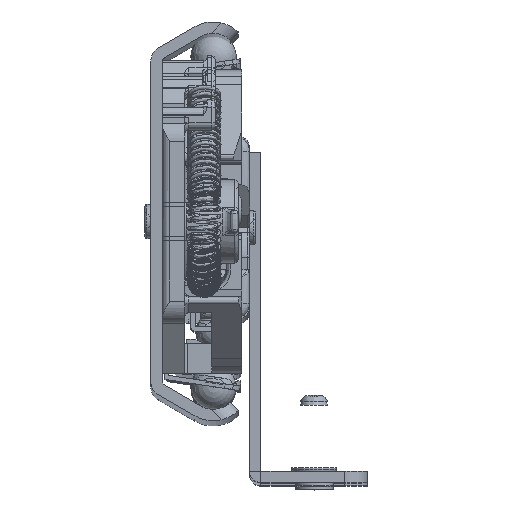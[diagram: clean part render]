
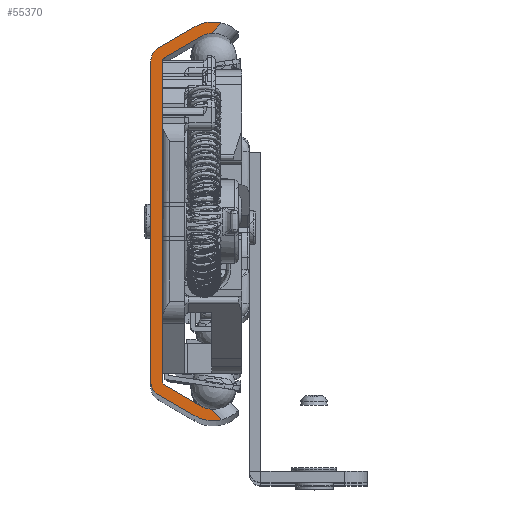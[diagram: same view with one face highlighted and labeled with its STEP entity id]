
A CAD part, top view. The second image highlights one B-rep face of the part: STEP entity #55370.
In plain terms, the highlighted planar face has unit normal (0, 0, 1).
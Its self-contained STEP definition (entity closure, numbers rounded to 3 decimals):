
#2766=PLANE('',#59072);
#5275=FACE_OUTER_BOUND('',#8288,.T.);
#8288=EDGE_LOOP('',(#38156,#38157,#38158,#38159,#38160,#38161,#38162,#38163,
#38164,#38165,#38166,#38167,#38168,#38169,#38170,#38171));
#11588=LINE('',#81381,#15620);
#11589=LINE('',#81394,#15621);
#11590=LINE('',#81399,#15622);
#11591=LINE('',#81403,#15623);
#11592=LINE('',#81406,#15624);
#11593=LINE('',#81410,#15625);
#11594=LINE('',#81414,#15626);
#11595=LINE('',#81417,#15627);
#15620=VECTOR('',#66523,10.);
#15621=VECTOR('',#66526,10.);
#15622=VECTOR('',#66531,10.);
#15623=VECTOR('',#66534,10.);
#15624=VECTOR('',#66537,10.);
#15625=VECTOR('',#66540,10.);
#15626=VECTOR('',#66543,10.);
#15627=VECTOR('',#66546,10.);
#19438=CIRCLE('',#59063,3.3);
#19440=CIRCLE('',#59068,4.8);
#19442=CIRCLE('',#59073,3.3);
#19443=CIRCLE('',#59074,0.5);
#19444=CIRCLE('',#59075,0.5);
#19445=CIRCLE('',#59076,4.8);
#19446=CIRCLE('',#59077,2.);
#19447=CIRCLE('',#59078,2.);
#22256=VERTEX_POINT('',#81291);
#22257=VERTEX_POINT('',#81306);
#22265=VERTEX_POINT('',#81349);
#22266=VERTEX_POINT('',#81360);
#22268=VERTEX_POINT('',#81366);
#22269=VERTEX_POINT('',#81383);
#22270=VERTEX_POINT('',#81396);
#22271=VERTEX_POINT('',#81398);
#22272=VERTEX_POINT('',#81400);
#22273=VERTEX_POINT('',#81402);
#22274=VERTEX_POINT('',#81404);
#22275=VERTEX_POINT('',#81407);
#22276=VERTEX_POINT('',#81409);
#22277=VERTEX_POINT('',#81411);
#22278=VERTEX_POINT('',#81413);
#22279=VERTEX_POINT('',#81415);
#28250=EDGE_CURVE('',#22257,#22256,#19438,.T.);
#28261=EDGE_CURVE('',#22266,#22265,#19440,.T.);
#28265=EDGE_CURVE('',#22265,#22268,#11588,.T.);
#28267=EDGE_CURVE('',#22256,#22269,#11589,.T.);
#28268=EDGE_CURVE('',#22268,#22270,#19442,.T.);
#28269=EDGE_CURVE('',#22270,#22271,#11590,.T.);
#28270=EDGE_CURVE('',#22271,#22272,#19443,.T.);
#28271=EDGE_CURVE('',#22272,#22273,#11591,.T.);
#28272=EDGE_CURVE('',#22273,#22274,#19444,.T.);
#28273=EDGE_CURVE('',#22274,#22257,#11592,.T.);
#28274=EDGE_CURVE('',#22269,#22275,#19445,.T.);
#28275=EDGE_CURVE('',#22275,#22276,#11593,.T.);
#28276=EDGE_CURVE('',#22276,#22277,#19446,.T.);
#28277=EDGE_CURVE('',#22277,#22278,#11594,.T.);
#28278=EDGE_CURVE('',#22278,#22279,#19447,.T.);
#28279=EDGE_CURVE('',#22279,#22266,#11595,.T.);
#38156=ORIENTED_EDGE('',*,*,#28265,.T.);
#38157=ORIENTED_EDGE('',*,*,#28268,.T.);
#38158=ORIENTED_EDGE('',*,*,#28269,.T.);
#38159=ORIENTED_EDGE('',*,*,#28270,.T.);
#38160=ORIENTED_EDGE('',*,*,#28271,.T.);
#38161=ORIENTED_EDGE('',*,*,#28272,.T.);
#38162=ORIENTED_EDGE('',*,*,#28273,.T.);
#38163=ORIENTED_EDGE('',*,*,#28250,.T.);
#38164=ORIENTED_EDGE('',*,*,#28267,.T.);
#38165=ORIENTED_EDGE('',*,*,#28274,.T.);
#38166=ORIENTED_EDGE('',*,*,#28275,.T.);
#38167=ORIENTED_EDGE('',*,*,#28276,.T.);
#38168=ORIENTED_EDGE('',*,*,#28277,.T.);
#38169=ORIENTED_EDGE('',*,*,#28278,.T.);
#38170=ORIENTED_EDGE('',*,*,#28279,.T.);
#38171=ORIENTED_EDGE('',*,*,#28261,.T.);
#55370=ADVANCED_FACE('',(#5275),#2766,.F.);
#59063=AXIS2_PLACEMENT_3D('',#81307,#66500,#66501);
#59068=AXIS2_PLACEMENT_3D('',#81361,#66516,#66517);
#59072=AXIS2_PLACEMENT_3D('',#81395,#66527,#66528);
#59073=AXIS2_PLACEMENT_3D('',#81397,#66529,#66530);
#59074=AXIS2_PLACEMENT_3D('',#81401,#66532,#66533);
#59075=AXIS2_PLACEMENT_3D('',#81405,#66535,#66536);
#59076=AXIS2_PLACEMENT_3D('',#81408,#66538,#66539);
#59077=AXIS2_PLACEMENT_3D('',#81412,#66541,#66542);
#59078=AXIS2_PLACEMENT_3D('',#81416,#66544,#66545);
#66500=DIRECTION('center_axis',(0.,0.,-1.));
#66501=DIRECTION('ref_axis',(0.5,-0.866,0.));
#66516=DIRECTION('center_axis',(0.,0.,1.));
#66517=DIRECTION('ref_axis',(0.688,-0.726,0.));
#66523=DIRECTION('',(-0.655,0.756,0.));
#66526=DIRECTION('',(0.655,0.756,0.));
#66527=DIRECTION('center_axis',(0.,0.,-1.));
#66528=DIRECTION('ref_axis',(1.,0.,0.));
#66529=DIRECTION('center_axis',(0.,0.,-1.));
#66530=DIRECTION('ref_axis',(-0.702,0.712,0.));
#66531=DIRECTION('',(-0.866,0.5,0.));
#66532=DIRECTION('center_axis',(0.,0.,-1.));
#66533=DIRECTION('ref_axis',(0.5,0.866,0.));
#66534=DIRECTION('',(0.,1.,0.));
#66535=DIRECTION('center_axis',(0.,0.,-1.));
#66536=DIRECTION('ref_axis',(1.,0.,0.));
#66537=DIRECTION('',(0.866,0.5,0.));
#66538=DIRECTION('center_axis',(0.,0.,1.));
#66539=DIRECTION('ref_axis',(-0.5,0.866,0.));
#66540=DIRECTION('',(-0.866,-0.5,0.));
#66541=DIRECTION('center_axis',(0.,0.,1.));
#66542=DIRECTION('ref_axis',(-1.,0.,0.));
#66543=DIRECTION('',(0.,-1.,0.));
#66544=DIRECTION('center_axis',(0.,0.,1.));
#66545=DIRECTION('ref_axis',(-0.5,-0.866,0.));
#66546=DIRECTION('',(0.866,-0.5,0.));
#81291=CARTESIAN_POINT('',(8.605,24.746,406.784));
#81306=CARTESIAN_POINT('',(7.127,24.308,406.784));
#81307=CARTESIAN_POINT('Origin',(8.777,21.45,406.784));
#81349=CARTESIAN_POINT('',(9.81,-26.137,406.784));
#81360=CARTESIAN_POINT('',(6.377,-25.607,406.784));
#81361=CARTESIAN_POINT('Origin',(8.777,-21.45,406.784));
#81366=CARTESIAN_POINT('',(8.605,-24.746,406.784));
#81381=CARTESIAN_POINT('',(2.128,-17.264,406.784));
#81383=CARTESIAN_POINT('',(9.81,26.137,406.784));
#81394=CARTESIAN_POINT('',(1.637,16.696,406.784));
#81395=CARTESIAN_POINT('Origin',(3.261,0.,406.784));
#81396=CARTESIAN_POINT('',(7.127,-24.308,406.784));
#81397=CARTESIAN_POINT('Origin',(8.777,-21.45,406.784));
#81398=CARTESIAN_POINT('',(2.327,-21.537,406.784));
#81399=CARTESIAN_POINT('',(2.327,-21.537,406.784));
#81400=CARTESIAN_POINT('',(2.077,-21.104,406.784));
#81401=CARTESIAN_POINT('Origin',(2.577,-21.104,406.784));
#81402=CARTESIAN_POINT('',(2.077,21.104,406.784));
#81403=CARTESIAN_POINT('',(2.077,21.104,406.784));
#81404=CARTESIAN_POINT('',(2.327,21.537,406.784));
#81405=CARTESIAN_POINT('Origin',(2.577,21.104,406.784));
#81406=CARTESIAN_POINT('',(7.127,24.308,406.784));
#81407=CARTESIAN_POINT('',(6.377,25.607,406.784));
#81408=CARTESIAN_POINT('Origin',(8.777,21.45,406.784));
#81409=CARTESIAN_POINT('',(1.577,22.836,406.784));
#81410=CARTESIAN_POINT('',(1.577,22.836,406.784));
#81411=CARTESIAN_POINT('',(0.577,21.104,406.784));
#81412=CARTESIAN_POINT('Origin',(2.577,21.104,406.784));
#81413=CARTESIAN_POINT('',(0.577,-21.104,406.784));
#81414=CARTESIAN_POINT('',(0.577,-21.104,406.784));
#81415=CARTESIAN_POINT('',(1.577,-22.836,406.784));
#81416=CARTESIAN_POINT('Origin',(2.577,-21.104,406.784));
#81417=CARTESIAN_POINT('',(6.377,-25.607,406.784));
